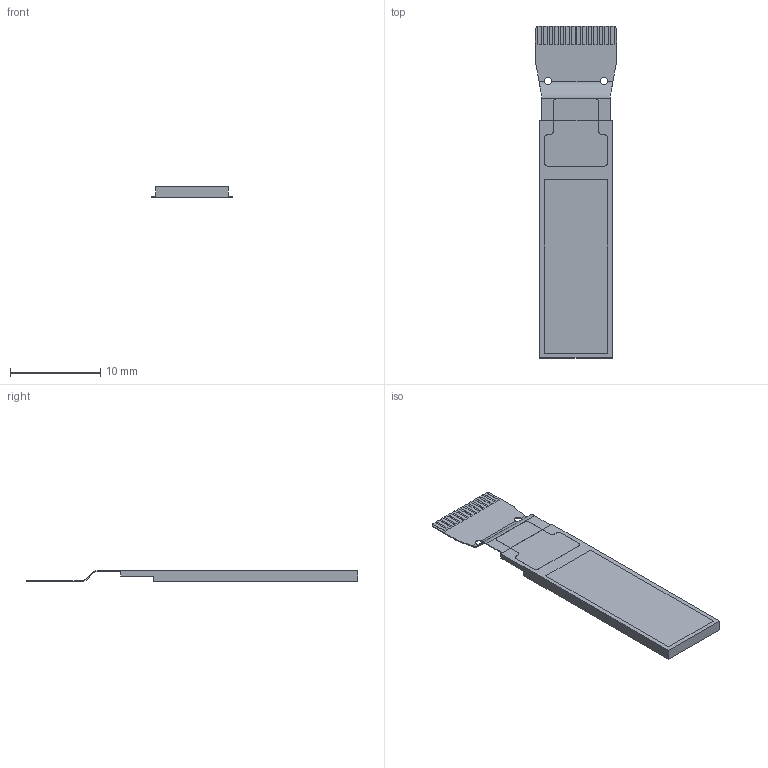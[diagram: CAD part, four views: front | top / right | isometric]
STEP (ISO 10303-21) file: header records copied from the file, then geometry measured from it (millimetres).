
FILE_DESCRIPTION(/* description */ (''),/* implementation_level */ '2;1');
FILE_NAME(/* name */ '3D_oledssd3306 v2.step',/* time_stamp */ '2022-03-27T07:19:48+08:00',/* author */ (''),/* organization */ (''),/* preprocessor_version */ 'ST-DEVELOPER v18.1',/* originating_system */ 'Autodesk Translation Framework v10.13.0.1454',/* authorisation */ '');
FILE_SCHEMA (('AUTOMOTIVE_DESIGN { 1 0 10303 214 3 1 1 }'));
Length unit declared in the file: millimetre
Products named in the file (4): 3D_oledssd3306; OLED1; OLED-SMD_QG-9616TSWCG02; COMPOUND (1)
Assembly tree (3 placements, depth 4):
  3D_oledssd3306
    OLED1
      OLED-SMD_QG-9616TSWCG02
        COMPOUND (1)
Bounding box: 9 x 36.8 x 1.22 mm (x, y, z)
Volume: 244.8 mm3; surface area: 708.9 mm2
Topology: 2 solids, 2 shells, 223 faces, 644 edges, 430 vertices
Faces by surface type: plane 189, cylinder 20, bspline 14
Full cylindrical faces by diameter (mm): 0.8 x2
Entity records: 8301 total; most frequent: CARTESIAN_POINT 2210, ORIENTED_EDGE 1288, DIRECTION 1072, EDGE_CURVE 644, LINE 568, VECTOR 568, VERTEX_POINT 430, AXIS2_PLACEMENT_3D 252
